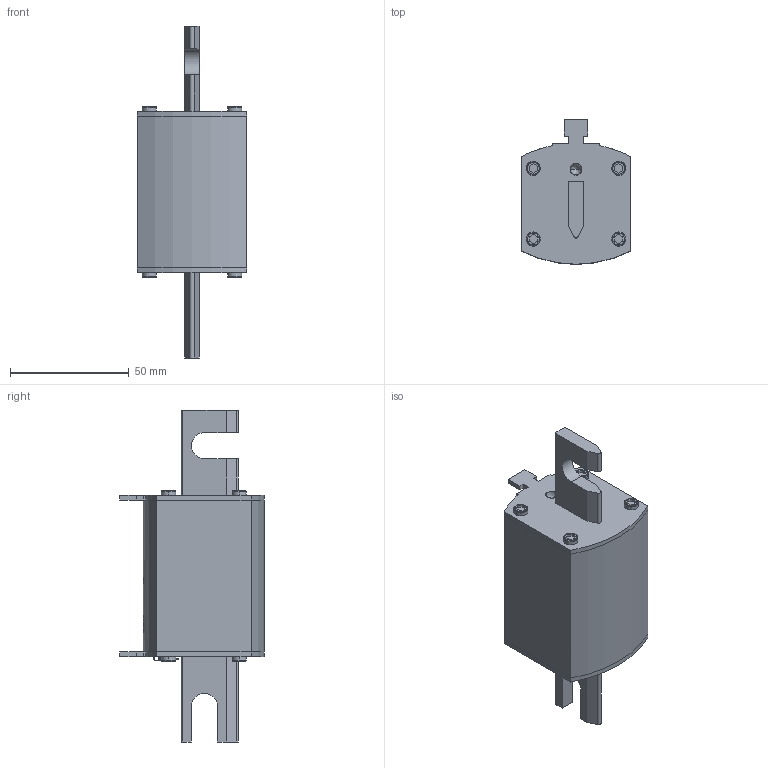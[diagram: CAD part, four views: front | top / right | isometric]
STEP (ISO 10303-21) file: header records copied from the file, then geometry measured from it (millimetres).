
FILE_DESCRIPTION((''),'2;1');
FILE_NAME('S1BAT110_800VDC_ASM','2019-08-23T',('marketing.praksa'),('Audax d.o.o.'),'CREO PARAMETRIC BY PTC INC, 2017480','CREO PARAMETRIC BY PTC INC, 2017480','');
FILE_SCHEMA(('AUTOMOTIVE_DESIGN { 1 0 10303 214 1 1 1 1 }'));
Length unit declared in the file: millimetre
Products named in the file (20): 1BB; 1C2; 1CE; 1D2; 1D8; 1F0; 1F7; 1FE; 205; 20C; 213; 21A; 221; 242; 26E; 395-145; 395-146; 395-147; PRODUCT_ASM; S1BAT110_800VDC_ASM
Assembly tree (19 placements, depth 3):
  S1BAT110_800VDC_ASM
    PRODUCT_ASM
      1BB
      1C2
      1CE
      1D2
      1D8
      1F0
      1F7
      1FE
      205
      20C
      213
      21A
      221
      242
      26E
      395-145
      395-146
      395-147
Bounding box: 46 x 61 x 140 mm (x, y, z)
Volume: 155747.9 mm3; surface area: 32478.4 mm2
Topology: 18 solids, 18 shells, 349 faces, 959 edges, 647 vertices
Faces by surface type: plane 212, cylinder 103, torus 32, bspline 2
Entity records: 15853 total; most frequent: CARTESIAN_POINT 2739, ORIENTED_EDGE 1914, DIRECTION 1831, PRESENTATION_STYLE_ASSIGNMENT 975, STYLED_ITEM 975, CURVE_STYLE 957, EDGE_CURVE 957, VERTEX_POINT 647
